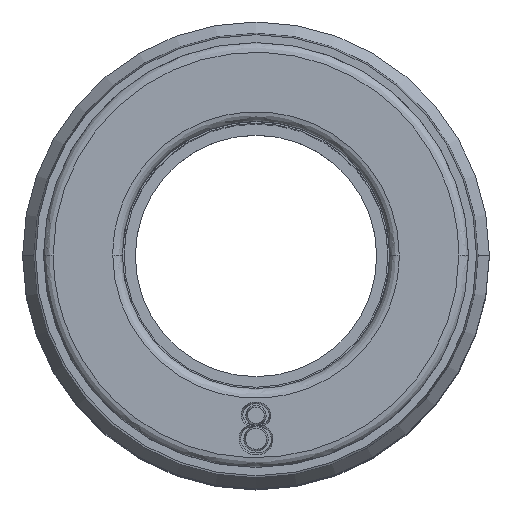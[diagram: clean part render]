
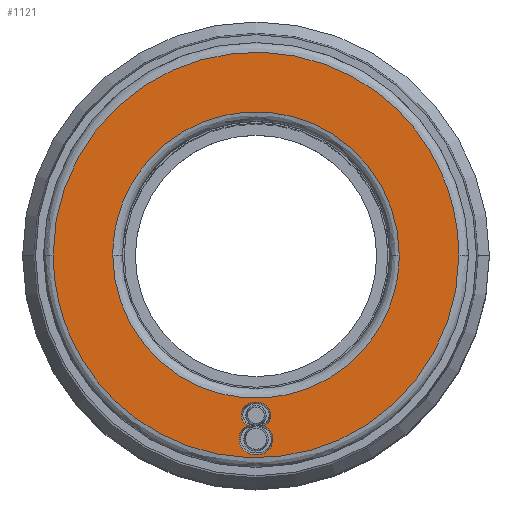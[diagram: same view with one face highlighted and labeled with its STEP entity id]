
A CAD part, top view. The second image highlights one B-rep face of the part: STEP entity #1121.
In plain terms, the highlighted planar face has unit normal (0, 0, 1).
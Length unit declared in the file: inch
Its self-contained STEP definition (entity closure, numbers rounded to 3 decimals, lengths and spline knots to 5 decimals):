
#56 = CARTESIAN_POINT ( 'NONE',  ( 1.1616, -0.19847, 0.70079 ) ) ;
#110 = EDGE_CURVE ( 'NONE', #1762, #1764, #2686, .T. ) ;
#118 = CARTESIAN_POINT ( 'NONE',  ( 0.93307, 0., 0.70079 ) ) ;
#213 = CARTESIAN_POINT ( 'NONE',  ( 1.19821, -0.21162, 0.70079 ) ) ;
#224 = CARTESIAN_POINT ( 'NONE',  ( 1.15913, -0.22037, 0.70079 ) ) ;
#302 = ORIENTED_EDGE ( 'NONE', *, *, #110, .F. ) ;
#324 = PLANE ( 'NONE',  #2893 ) ;
#350 = CARTESIAN_POINT ( 'NONE',  ( 1.42913, 0.49606, 0.70079 ) ) ;
#457 = CARTESIAN_POINT ( 'NONE',  ( 1.19, -0.20895, 0.70079 ) ) ;
#471 = CARTESIAN_POINT ( 'NONE',  ( 0.93307, -0.49606, 0.70079 ) ) ;
#481 = B_SPLINE_CURVE_WITH_KNOTS ( 'NONE', 3,
 ( #2971, #224, #2640, #2669, #884, #828, #839, #3228, #3828, #1176, #213, #3220 ),
 .UNSPECIFIED., .F., .F.,
 ( 4, 2, 2, 2, 2, 4 ),
 ( 0., 0.00061, 0.00091, 0.00121, 0.00182, 0.00243 ),
 .UNSPECIFIED. ) ;
#538 = EDGE_LOOP ( 'NONE', ( #968, #3039, #935 ) ) ;
#579 = CARTESIAN_POINT ( 'NONE',  ( 1.16347, -0.2146, 0.70079 ) ) ;
#677 = CARTESIAN_POINT ( 'NONE',  ( 1.16534, -0.18486, 0.70079 ) ) ;
#814 = FACE_BOUND ( 'NONE', #2170, .T. ) ;
#828 = CARTESIAN_POINT ( 'NONE',  ( 1.17787, -0.2444, 0.70079 ) ) ;
#839 = CARTESIAN_POINT ( 'NONE',  ( 1.18302, -0.24451, 0.70079 ) ) ;
#867 =( BOUNDED_CURVE ( )  B_SPLINE_CURVE ( 3, ( #2846, #2265, #471, #3458 ),
 .UNSPECIFIED., .F., .F. ) 
 B_SPLINE_CURVE_WITH_KNOTS ( ( 4, 4 ),
 ( 0.5, 1. ),
 .UNSPECIFIED. ) 
 CURVE ( )  GEOMETRIC_REPRESENTATION_ITEM ( )  RATIONAL_B_SPLINE_CURVE ( ( 1., 0.333, 0.333, 1. ) ) 
 REPRESENTATION_ITEM ( '' )  );
#884 = CARTESIAN_POINT ( 'NONE',  ( 1.16984, -0.242, 0.70079 ) ) ;
#935 = ORIENTED_EDGE ( 'NONE', *, *, #1889, .F. ) ;
#945 = DIRECTION ( 'NONE',  ( -1., 0., 0. ) ) ;
#968 = ORIENTED_EDGE ( 'NONE', *, *, #3647, .F. ) ;
#1004 = EDGE_CURVE ( 'NONE', #2369, #2667, #481, .T. ) ;
#1113 = CARTESIAN_POINT ( 'NONE',  ( 1.00591, 0., 0.70079 ) ) ;
#1121 = ADVANCED_FACE ( 'NONE', ( #1290, #3296, #814 ), #324, .F. ) ;
#1168 = CARTESIAN_POINT ( 'NONE',  ( 1.00591, 0., 0.70079 ) ) ;
#1171 = B_SPLINE_CURVE_WITH_KNOTS ( 'NONE', 3,
 ( #3268, #1786, #2674, #579 ),
 .UNSPECIFIED., .F., .F.,
 ( 4, 4 ),
 ( 0., 0.00027 ),
 .UNSPECIFIED. ) ;
#1176 = CARTESIAN_POINT ( 'NONE',  ( 1.20241, -0.21868, 0.70079 ) ) ;
#1206 = EDGE_CURVE ( 'NONE', #2105, #1886, #3265, .T. ) ;
#1290 = FACE_BOUND ( 'NONE', #538, .T. ) ;
#1307 = CARTESIAN_POINT ( 'NONE',  ( 1.17195, -0.17985, 0.70079 ) ) ;
#1466 = B_SPLINE_CURVE_WITH_KNOTS ( 'NONE', 3,
 ( #3640, #2467, #2479, #1307, #677, #56, #2775, #2737 ),
 .UNSPECIFIED., .F., .F.,
 ( 4, 2, 2, 4 ),
 ( 0., 0.00111, 0.00167, 0.00223 ),
 .UNSPECIFIED. ) ;
#1577 = ORIENTED_EDGE ( 'NONE', *, *, #1939, .F. ) ;
#1762 = VERTEX_POINT ( 'NONE', #3481 ) ;
#1764 = VERTEX_POINT ( 'NONE', #1113 ) ;
#1773 = CARTESIAN_POINT ( 'NONE',  ( 1.16347, -0.2146, 0.70079 ) ) ;
#1786 = CARTESIAN_POINT ( 'NONE',  ( 1.1685, -0.20995, 0.70079 ) ) ;
#1854 = CARTESIAN_POINT ( 'NONE',  ( 1.17234, -0.20895, 0.70079 ) ) ;
#1872 = CARTESIAN_POINT ( 'NONE',  ( 1.42913, 0., 0.70079 ) ) ;
#1886 = VERTEX_POINT ( 'NONE', #2940 ) ;
#1889 = EDGE_CURVE ( 'NONE', #2494, #2369, #1171, .T. ) ;
#1895 = CARTESIAN_POINT ( 'NONE',  ( 1.00591, 0., 0.70079 ) ) ;
#1939 = EDGE_CURVE ( 'NONE', #1764, #1762, #3141, .T. ) ;
#2105 = VERTEX_POINT ( 'NONE', #118 ) ;
#2136 = CARTESIAN_POINT ( 'NONE',  ( 0.93307, 0., 0.70079 ) ) ;
#2170 = EDGE_LOOP ( 'NONE', ( #1577, #302 ) ) ;
#2178 = CARTESIAN_POINT ( 'NONE',  ( 1.3563, 0., 0.70079 ) ) ;
#2182 = CARTESIAN_POINT ( 'NONE',  ( 0.93307, 0.49606, 0.70079 ) ) ;
#2265 = CARTESIAN_POINT ( 'NONE',  ( 1.42913, -0.49606, 0.70079 ) ) ;
#2369 = VERTEX_POINT ( 'NONE', #1773 ) ;
#2378 = CARTESIAN_POINT ( 'NONE',  ( 1.3563, -0.35039, 0.70079 ) ) ;
#2467 = CARTESIAN_POINT ( 'NONE',  ( 1.20676, -0.20264, 0.70079 ) ) ;
#2479 = CARTESIAN_POINT ( 'NONE',  ( 1.19909, -0.17988, 0.70079 ) ) ;
#2494 = VERTEX_POINT ( 'NONE', #1854 ) ;
#2640 = CARTESIAN_POINT ( 'NONE',  ( 1.15932, -0.23015, 0.70079 ) ) ;
#2667 = VERTEX_POINT ( 'NONE', #457 ) ;
#2669 = CARTESIAN_POINT ( 'NONE',  ( 1.16642, -0.23952, 0.70079 ) ) ;
#2674 = CARTESIAN_POINT ( 'NONE',  ( 1.16555, -0.21183, 0.70079 ) ) ;
#2683 = DIRECTION ( 'NONE',  ( 0., 0., -1. ) ) ;
#2686 =( BOUNDED_CURVE ( )  B_SPLINE_CURVE ( 3, ( #2178, #3652, #3396, #1895 ),
 .UNSPECIFIED., .F., .T. ) 
 B_SPLINE_CURVE_WITH_KNOTS ( ( 4, 4 ),
 ( 0.5, 1. ),
 .UNSPECIFIED. ) 
 CURVE ( )  GEOMETRIC_REPRESENTATION_ITEM ( )  RATIONAL_B_SPLINE_CURVE ( ( 1., 0.333, 0.333, 1. ) ) 
 REPRESENTATION_ITEM ( '' )  );
#2737 = CARTESIAN_POINT ( 'NONE',  ( 1.17234, -0.20895, 0.70079 ) ) ;
#2748 = EDGE_CURVE ( 'NONE', #1886, #2105, #867, .T. ) ;
#2775 = CARTESIAN_POINT ( 'NONE',  ( 1.1645, -0.20607, 0.70079 ) ) ;
#2846 = CARTESIAN_POINT ( 'NONE',  ( 1.42913, 0., 0.70079 ) ) ;
#2893 = AXIS2_PLACEMENT_3D ( 'NONE', #3620, #2683, #945 ) ;
#2936 = ORIENTED_EDGE ( 'NONE', *, *, #2748, .F. ) ;
#2940 = CARTESIAN_POINT ( 'NONE',  ( 1.42913, 0., 0.70079 ) ) ;
#2971 = CARTESIAN_POINT ( 'NONE',  ( 1.16347, -0.2146, 0.70079 ) ) ;
#3008 = CARTESIAN_POINT ( 'NONE',  ( 1.3563, 0., 0.70079 ) ) ;
#3039 = ORIENTED_EDGE ( 'NONE', *, *, #1004, .F. ) ;
#3106 = ORIENTED_EDGE ( 'NONE', *, *, #1206, .F. ) ;
#3141 =( BOUNDED_CURVE ( )  B_SPLINE_CURVE ( 3, ( #1168, #3860, #2378, #3008 ),
 .UNSPECIFIED., .F., .F. ) 
 B_SPLINE_CURVE_WITH_KNOTS ( ( 4, 4 ),
 ( 0., 0.5 ),
 .UNSPECIFIED. ) 
 CURVE ( )  GEOMETRIC_REPRESENTATION_ITEM ( )  RATIONAL_B_SPLINE_CURVE ( ( 1., 0.333, 0.333, 1. ) ) 
 REPRESENTATION_ITEM ( '' )  );
#3220 = CARTESIAN_POINT ( 'NONE',  ( 1.19, -0.20895, 0.70079 ) ) ;
#3228 = CARTESIAN_POINT ( 'NONE',  ( 1.19548, -0.24154, 0.70079 ) ) ;
#3265 =( BOUNDED_CURVE ( )  B_SPLINE_CURVE ( 3, ( #2136, #2182, #350, #1872 ),
 .UNSPECIFIED., .F., .T. ) 
 B_SPLINE_CURVE_WITH_KNOTS ( ( 4, 4 ),
 ( 0., 0.5 ),
 .UNSPECIFIED. ) 
 CURVE ( )  GEOMETRIC_REPRESENTATION_ITEM ( )  RATIONAL_B_SPLINE_CURVE ( ( 1., 0.333, 0.333, 1. ) ) 
 REPRESENTATION_ITEM ( '' )  );
#3268 = CARTESIAN_POINT ( 'NONE',  ( 1.17234, -0.20895, 0.70079 ) ) ;
#3296 = FACE_OUTER_BOUND ( 'NONE', #3868, .T. ) ;
#3396 = CARTESIAN_POINT ( 'NONE',  ( 1.00591, 0.35039, 0.70079 ) ) ;
#3458 = CARTESIAN_POINT ( 'NONE',  ( 0.93307, 0., 0.70079 ) ) ;
#3481 = CARTESIAN_POINT ( 'NONE',  ( 1.3563, 0., 0.70079 ) ) ;
#3620 = CARTESIAN_POINT ( 'NONE',  ( 1.1811, -0.1752, 0.70079 ) ) ;
#3640 = CARTESIAN_POINT ( 'NONE',  ( 1.19, -0.20895, 0.70079 ) ) ;
#3647 = EDGE_CURVE ( 'NONE', #2667, #2494, #1466, .T. ) ;
#3652 = CARTESIAN_POINT ( 'NONE',  ( 1.3563, 0.35039, 0.70079 ) ) ;
#3828 = CARTESIAN_POINT ( 'NONE',  ( 1.20119, -0.23482, 0.70079 ) ) ;
#3860 = CARTESIAN_POINT ( 'NONE',  ( 1.00591, -0.35039, 0.70079 ) ) ;
#3868 = EDGE_LOOP ( 'NONE', ( #3106, #2936 ) ) ;
